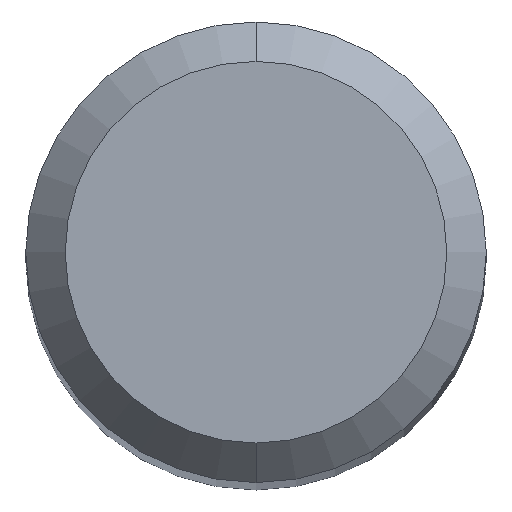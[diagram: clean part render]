
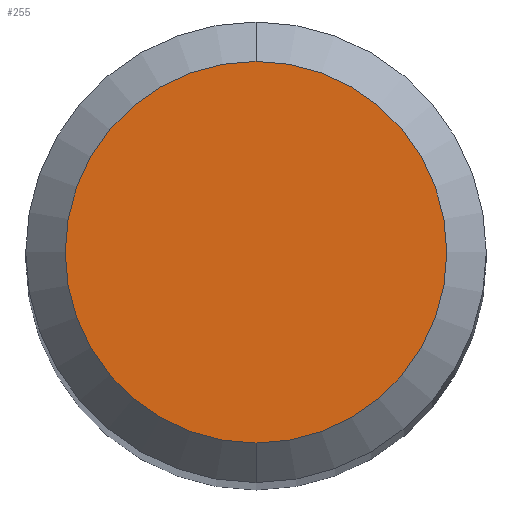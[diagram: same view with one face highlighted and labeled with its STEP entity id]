
A CAD part, top view. The second image highlights one B-rep face of the part: STEP entity #255.
In plain terms, the highlighted planar face has unit normal (0, 0, 1).
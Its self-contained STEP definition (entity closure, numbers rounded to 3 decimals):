
#163=EDGE_CURVE('',#223,#301,#395,.T.);
#203=EDGE_CURVE('',#301,#223,#438,.T.);
#223=VERTEX_POINT('',#461);
#255=ADVANCED_FACE('',(#498),#499,.T.);
#301=VERTEX_POINT('',#555);
#395=CIRCLE('',#656,1.45);
#438=CIRCLE('',#716,1.45);
#461=CARTESIAN_POINT('',(0.0,1.45,0.0));
#498=FACE_OUTER_BOUND('',#789,.T.);
#499=PLANE('',#790);
#555=CARTESIAN_POINT('',(0.,-1.45,0.0));
#656=AXIS2_PLACEMENT_3D('',#950,#951,#952);
#716=AXIS2_PLACEMENT_3D('',#999,#1000,#1001);
#789=EDGE_LOOP('',(#1091,#1092));
#790=AXIS2_PLACEMENT_3D('',#1093,#1094,#1095);
#950=CARTESIAN_POINT('',(0.0,0.0,0.0));
#951=DIRECTION('',(0.0,0.0,-1.0));
#952=DIRECTION('',(0.0,1.0,0.0));
#999=CARTESIAN_POINT('',(0.0,0.0,0.0));
#1000=DIRECTION('',(0.0,0.0,-1.0));
#1001=DIRECTION('',(0.0,1.0,0.0));
#1091=ORIENTED_EDGE('',*,*,#163,.F.);
#1092=ORIENTED_EDGE('',*,*,#203,.F.);
#1093=CARTESIAN_POINT('',(0.0,0.725,0.0));
#1094=DIRECTION('',(-0.0,0.0,1.0));
#1095=DIRECTION('',(0.0,-1.0,0.0));
